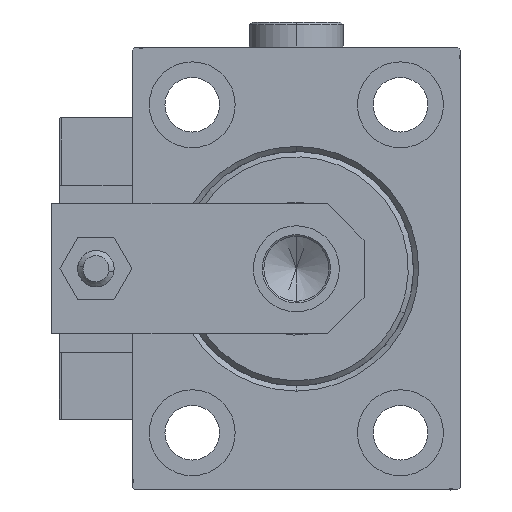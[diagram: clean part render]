
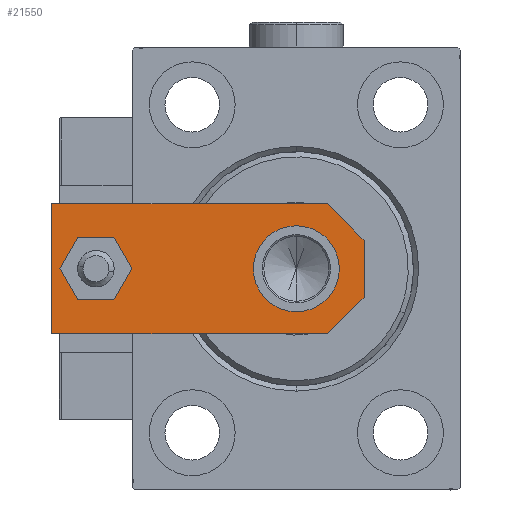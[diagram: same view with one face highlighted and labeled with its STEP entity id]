
A CAD part, left-side view. The second image highlights one B-rep face of the part: STEP entity #21550.
In plain terms, the highlighted face is planar.
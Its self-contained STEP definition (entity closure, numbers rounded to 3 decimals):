
#182 = AXIS2_PLACEMENT_3D ( 'NONE', #6039, #34181, #6293 ) ;
#573 = VERTEX_POINT ( 'NONE', #10453 ) ;
#639 = VECTOR ( 'NONE', #9750, 1000. ) ;
#842 = EDGE_CURVE ( 'NONE', #38710, #7573, #45720, .T. ) ;
#1223 = CARTESIAN_POINT ( 'NONE',  ( 5.5, 0., 6. ) ) ;
#1433 = LINE ( 'NONE', #45471, #639 ) ;
#1747 = CARTESIAN_POINT ( 'NONE',  ( 12.5, 60., 6. ) ) ;
#2044 = CARTESIAN_POINT ( 'NONE',  ( -12.5, 60., 6. ) ) ;
#2240 = AXIS2_PLACEMENT_3D ( 'NONE', #20109, #47745, #48004 ) ;
#2304 = LINE ( 'NONE', #42694, #11564 ) ;
#3081 = EDGE_CURVE ( 'NONE', #10546, #16315, #48667, .T. ) ;
#3427 = FACE_BOUND ( 'NONE', #10993, .T. ) ;
#4712 = VECTOR ( 'NONE', #36968, 1000. ) ;
#4869 = CARTESIAN_POINT ( 'NONE',  ( 12.5, 60., 6. ) ) ;
#5018 = VECTOR ( 'NONE', #29382, 1000. ) ;
#5208 = DIRECTION ( 'NONE',  ( 0., 0., 1. ) ) ;
#5564 = CIRCLE ( 'NONE', #8049, 8.25 ) ;
#5650 = CARTESIAN_POINT ( 'NONE',  ( 2.75, -2.75, 6. ) ) ;
#5733 = ORIENTED_EDGE ( 'NONE', *, *, #43169, .F. ) ;
#5768 = AXIS2_PLACEMENT_3D ( 'NONE', #48208, #5208, #24240 ) ;
#6039 = CARTESIAN_POINT ( 'NONE',  ( 0., 51.5, 6. ) ) ;
#6293 = DIRECTION ( 'NONE',  ( 1., 0., 0. ) ) ;
#7234 = CIRCLE ( 'NONE', #2240, 8.25 ) ;
#7573 = VERTEX_POINT ( 'NONE', #41961 ) ;
#8049 = AXIS2_PLACEMENT_3D ( 'NONE', #24051, #20397, #39944 ) ;
#9750 = DIRECTION ( 'NONE',  ( 0., 1., 0. ) ) ;
#10453 = CARTESIAN_POINT ( 'NONE',  ( 12.5, 7., 6. ) ) ;
#10546 = VERTEX_POINT ( 'NONE', #4869 ) ;
#10553 = ORIENTED_EDGE ( 'NONE', *, *, #23699, .T. ) ;
#10848 = DIRECTION ( 'NONE',  ( 0.707, -0.707, 0. ) ) ;
#10993 = EDGE_LOOP ( 'NONE', ( #41379, #5733 ) ) ;
#11241 = DIRECTION ( 'NONE',  ( 0., 0., 1. ) ) ;
#11564 = VECTOR ( 'NONE', #14541, 1000. ) ;
#11746 = ORIENTED_EDGE ( 'NONE', *, *, #46097, .T. ) ;
#11810 = CIRCLE ( 'NONE', #182, 4. ) ;
#13698 = LINE ( 'NONE', #5650, #27203 ) ;
#14277 = CARTESIAN_POINT ( 'NONE',  ( 8.25, 13., 6. ) ) ;
#14541 = DIRECTION ( 'NONE',  ( 0., -1., 0. ) ) ;
#15674 = ORIENTED_EDGE ( 'NONE', *, *, #51410, .F. ) ;
#16218 = VERTEX_POINT ( 'NONE', #14277 ) ;
#16315 = VERTEX_POINT ( 'NONE', #2044 ) ;
#19051 = ORIENTED_EDGE ( 'NONE', *, *, #3081, .T. ) ;
#19597 = AXIS2_PLACEMENT_3D ( 'NONE', #46959, #11241, #27165 ) ;
#19714 = VERTEX_POINT ( 'NONE', #1223 ) ;
#20109 = CARTESIAN_POINT ( 'NONE',  ( 0., 13., 6. ) ) ;
#20397 = DIRECTION ( 'NONE',  ( 0., 0., 1. ) ) ;
#21550 = ADVANCED_FACE ( 'NONE', ( #28179, #31081, #3427 ), #50868, .T. ) ;
#23699 = EDGE_CURVE ( 'NONE', #25490, #35732, #30947, .T. ) ;
#24051 = CARTESIAN_POINT ( 'NONE',  ( 0., 13., 6. ) ) ;
#24240 = DIRECTION ( 'NONE',  ( 1., 0., 0. ) ) ;
#24373 = EDGE_CURVE ( 'NONE', #19714, #573, #13698, .T. ) ;
#25490 = VERTEX_POINT ( 'NONE', #33569 ) ;
#25498 = VECTOR ( 'NONE', #10848, 1000. ) ;
#25699 = DIRECTION ( 'NONE',  ( 0.707, 0.707, 0. ) ) ;
#26243 = CARTESIAN_POINT ( 'NONE',  ( 4., 51.5, 6. ) ) ;
#27165 = DIRECTION ( 'NONE',  ( 1., 0., 0. ) ) ;
#27203 = VECTOR ( 'NONE', #25699, 1000. ) ;
#27658 = EDGE_CURVE ( 'NONE', #16315, #25490, #2304, .T. ) ;
#28179 = FACE_BOUND ( 'NONE', #39144, .T. ) ;
#29382 = DIRECTION ( 'NONE',  ( -1., 0., 0. ) ) ;
#30947 = LINE ( 'NONE', #46572, #25498 ) ;
#30967 = ORIENTED_EDGE ( 'NONE', *, *, #842, .F. ) ;
#31081 = FACE_OUTER_BOUND ( 'NONE', #33465, .T. ) ;
#33465 = EDGE_LOOP ( 'NONE', ( #36445, #10553, #46845, #38322, #11746, #19051 ) ) ;
#33569 = CARTESIAN_POINT ( 'NONE',  ( -12.5, 7., 6. ) ) ;
#34181 = DIRECTION ( 'NONE',  ( 0., 0., 1. ) ) ;
#34910 = CARTESIAN_POINT ( 'NONE',  ( -8.25, 13., 6. ) ) ;
#35732 = VERTEX_POINT ( 'NONE', #47973 ) ;
#36445 = ORIENTED_EDGE ( 'NONE', *, *, #27658, .T. ) ;
#36968 = DIRECTION ( 'NONE',  ( 1., 0., 0. ) ) ;
#38322 = ORIENTED_EDGE ( 'NONE', *, *, #24373, .T. ) ;
#38710 = VERTEX_POINT ( 'NONE', #26243 ) ;
#38995 = EDGE_CURVE ( 'NONE', #35732, #19714, #41121, .T. ) ;
#39144 = EDGE_LOOP ( 'NONE', ( #15674, #30967 ) ) ;
#39944 = DIRECTION ( 'NONE',  ( 1., 0., 0. ) ) ;
#40836 = EDGE_CURVE ( 'NONE', #45572, #16218, #7234, .T. ) ;
#41121 = LINE ( 'NONE', #45811, #4712 ) ;
#41379 = ORIENTED_EDGE ( 'NONE', *, *, #40836, .F. ) ;
#41961 = CARTESIAN_POINT ( 'NONE',  ( -4., 51.5, 6. ) ) ;
#42694 = CARTESIAN_POINT ( 'NONE',  ( -12.5, 60., 6. ) ) ;
#43169 = EDGE_CURVE ( 'NONE', #16218, #45572, #5564, .T. ) ;
#45471 = CARTESIAN_POINT ( 'NONE',  ( 12.5, 0., 6. ) ) ;
#45572 = VERTEX_POINT ( 'NONE', #34910 ) ;
#45720 = CIRCLE ( 'NONE', #5768, 4. ) ;
#45811 = CARTESIAN_POINT ( 'NONE',  ( -12.5, 0., 6. ) ) ;
#46097 = EDGE_CURVE ( 'NONE', #573, #10546, #1433, .T. ) ;
#46572 = CARTESIAN_POINT ( 'NONE',  ( -2.75, -2.75, 6. ) ) ;
#46845 = ORIENTED_EDGE ( 'NONE', *, *, #38995, .T. ) ;
#46959 = CARTESIAN_POINT ( 'NONE',  ( 0., 0., 6. ) ) ;
#47745 = DIRECTION ( 'NONE',  ( 0., 0., 1. ) ) ;
#47973 = CARTESIAN_POINT ( 'NONE',  ( -5.5, 0., 6. ) ) ;
#48004 = DIRECTION ( 'NONE',  ( 1., 0., 0. ) ) ;
#48208 = CARTESIAN_POINT ( 'NONE',  ( 0., 51.5, 6. ) ) ;
#48667 = LINE ( 'NONE', #1747, #5018 ) ;
#50868 = PLANE ( 'NONE',  #19597 ) ;
#51410 = EDGE_CURVE ( 'NONE', #7573, #38710, #11810, .T. ) ;
